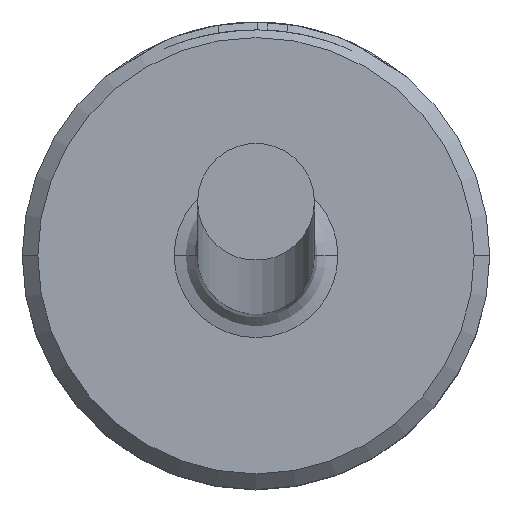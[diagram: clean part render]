
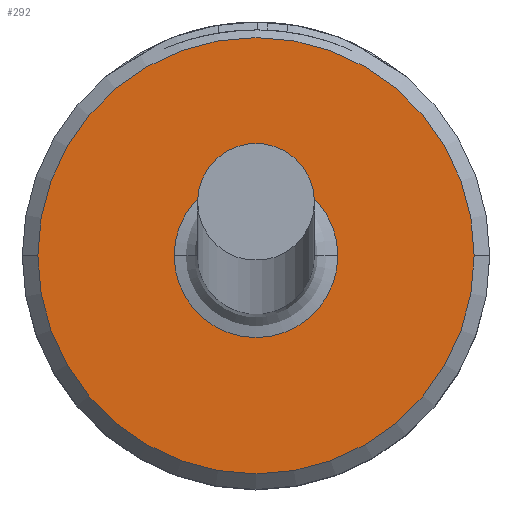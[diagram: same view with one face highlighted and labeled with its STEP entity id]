
A CAD part, top view. The second image highlights one B-rep face of the part: STEP entity #292.
In plain terms, the highlighted planar face has unit normal (0, 0, 1).
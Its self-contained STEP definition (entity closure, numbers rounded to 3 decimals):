
#54 = VERTEX_POINT ( 'NONE', #313 ) ;
#84 = ORIENTED_EDGE ( 'NONE', *, *, #612, .T. ) ;
#129 = CIRCLE ( 'NONE', #728, 1.05 ) ;
#136 = VERTEX_POINT ( 'NONE', #954 ) ;
#143 = FACE_OUTER_BOUND ( 'NONE', #962, .T. ) ;
#165 = DIRECTION ( 'NONE',  ( 1., 0., 0. ) ) ;
#173 = DIRECTION ( 'NONE',  ( 0., 0., 1. ) ) ;
#193 = ORIENTED_EDGE ( 'NONE', *, *, #359, .T. ) ;
#205 = CARTESIAN_POINT ( 'NONE',  ( 0., 0., 4. ) ) ;
#220 = CARTESIAN_POINT ( 'NONE',  ( 0., 0., 4. ) ) ;
#225 = CIRCLE ( 'NONE', #430, 2.8 ) ;
#291 = AXIS2_PLACEMENT_3D ( 'NONE', #220, #864, #317 ) ;
#292 = ADVANCED_FACE ( 'NONE', ( #143, #1074 ), #649, .T. ) ;
#312 = CIRCLE ( 'NONE', #291, 1.05 ) ;
#313 = CARTESIAN_POINT ( 'NONE',  ( -2.8, 0., 4. ) ) ;
#317 = DIRECTION ( 'NONE',  ( -1., 0., 0. ) ) ;
#359 = EDGE_CURVE ( 'NONE', #54, #373, #822, .T. ) ;
#373 = VERTEX_POINT ( 'NONE', #470 ) ;
#418 = EDGE_CURVE ( 'NONE', #983, #136, #312, .T. ) ;
#430 = AXIS2_PLACEMENT_3D ( 'NONE', #439, #1048, #529 ) ;
#439 = CARTESIAN_POINT ( 'NONE',  ( 0., 0., 4. ) ) ;
#459 = DIRECTION ( 'NONE',  ( 1., 0., 0. ) ) ;
#465 = CARTESIAN_POINT ( 'NONE',  ( 0., 0., 4. ) ) ;
#470 = CARTESIAN_POINT ( 'NONE',  ( 2.8, 0., 4. ) ) ;
#529 = DIRECTION ( 'NONE',  ( 1., 0., 0. ) ) ;
#533 = EDGE_CURVE ( 'NONE', #373, #54, #225, .T. ) ;
#571 = DIRECTION ( 'NONE',  ( 0., 0., -1. ) ) ;
#612 = EDGE_CURVE ( 'NONE', #136, #983, #129, .T. ) ;
#647 = ORIENTED_EDGE ( 'NONE', *, *, #418, .T. ) ;
#649 = PLANE ( 'NONE',  #979 ) ;
#728 = AXIS2_PLACEMENT_3D ( 'NONE', #1079, #571, #1152 ) ;
#822 = CIRCLE ( 'NONE', #1037, 2.8 ) ;
#864 = DIRECTION ( 'NONE',  ( 0., 0., -1. ) ) ;
#916 = EDGE_LOOP ( 'NONE', ( #84, #647 ) ) ;
#930 = ORIENTED_EDGE ( 'NONE', *, *, #533, .T. ) ;
#954 = CARTESIAN_POINT ( 'NONE',  ( -1.05, 0., 4. ) ) ;
#962 = EDGE_LOOP ( 'NONE', ( #193, #930 ) ) ;
#979 = AXIS2_PLACEMENT_3D ( 'NONE', #465, #173, #165 ) ;
#983 = VERTEX_POINT ( 'NONE', #1143 ) ;
#1037 = AXIS2_PLACEMENT_3D ( 'NONE', #205, #1063, #459 ) ;
#1048 = DIRECTION ( 'NONE',  ( 0., 0., 1. ) ) ;
#1063 = DIRECTION ( 'NONE',  ( 0., 0., 1. ) ) ;
#1074 = FACE_BOUND ( 'NONE', #916, .T. ) ;
#1079 = CARTESIAN_POINT ( 'NONE',  ( 0., 0., 4. ) ) ;
#1143 = CARTESIAN_POINT ( 'NONE',  ( 1.05, 0., 4. ) ) ;
#1152 = DIRECTION ( 'NONE',  ( -1., 0., 0. ) ) ;
